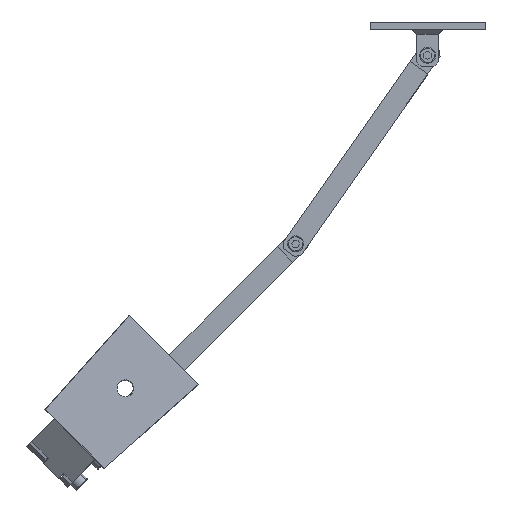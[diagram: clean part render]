
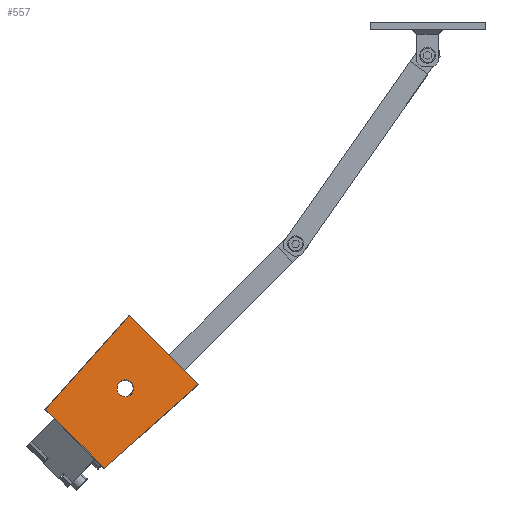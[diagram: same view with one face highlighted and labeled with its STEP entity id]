
A CAD part, top view. The second image highlights one B-rep face of the part: STEP entity #557.
In plain terms, the highlighted face is planar.
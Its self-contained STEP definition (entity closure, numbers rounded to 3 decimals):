
#7 = AXIS2_PLACEMENT_3D ( 'NONE', #4111, #444, #954 ) ;
#13 = VERTEX_POINT ( 'NONE', #5854 ) ;
#107 = LINE ( 'NONE', #4524, #2973 ) ;
#174 = EDGE_CURVE ( 'NONE', #3829, #3606, #2677, .T. ) ;
#191 = PLANE ( 'NONE',  #4515 ) ;
#246 = LINE ( 'NONE', #2891, #351 ) ;
#351 = VECTOR ( 'NONE', #2432, 1000. ) ;
#388 = CARTESIAN_POINT ( 'NONE',  ( 0., 2.6, -16.2 ) ) ;
#444 = DIRECTION ( 'NONE',  ( 0., 1., 0. ) ) ;
#557 = ADVANCED_FACE ( 'NONE', ( #6670, #5063 ), #191, .F. ) ;
#863 = EDGE_CURVE ( 'NONE', #3606, #13, #107, .T. ) ;
#954 = DIRECTION ( 'NONE',  ( 0., 0., 1. ) ) ;
#1262 = CIRCLE ( 'NONE', #7, 2.9 ) ;
#1269 = CARTESIAN_POINT ( 'NONE',  ( 17., 2.6, 0. ) ) ;
#1309 = VERTEX_POINT ( 'NONE', #4939 ) ;
#1544 = EDGE_CURVE ( 'NONE', #13, #1309, #246, .T. ) ;
#1580 = ORIENTED_EDGE ( 'NONE', *, *, #1544, .T. ) ;
#1688 = DIRECTION ( 'NONE',  ( 0., 1., 0. ) ) ;
#1759 = VERTEX_POINT ( 'NONE', #3267 ) ;
#2213 = VECTOR ( 'NONE', #6669, 1000. ) ;
#2432 = DIRECTION ( 'NONE',  ( -1., 0., 0. ) ) ;
#2571 = CARTESIAN_POINT ( 'NONE',  ( -17., 2.6, 0. ) ) ;
#2580 = VECTOR ( 'NONE', #2811, 1000. ) ;
#2677 = LINE ( 'NONE', #3294, #2580 ) ;
#2811 = DIRECTION ( 'NONE',  ( 1., 0., 0. ) ) ;
#2891 = CARTESIAN_POINT ( 'NONE',  ( -14.5, 2.6, -44. ) ) ;
#2971 = ORIENTED_EDGE ( 'NONE', *, *, #6983, .F. ) ;
#2973 = VECTOR ( 'NONE', #5482, 1000. ) ;
#3086 = AXIS2_PLACEMENT_3D ( 'NONE', #6993, #1688, #5411 ) ;
#3267 = CARTESIAN_POINT ( 'NONE',  ( 0., 2.6, -22. ) ) ;
#3294 = CARTESIAN_POINT ( 'NONE',  ( 17., 2.6, 0. ) ) ;
#3606 = VERTEX_POINT ( 'NONE', #1269 ) ;
#3812 = EDGE_LOOP ( 'NONE', ( #3927, #4746, #5842, #1580 ) ) ;
#3829 = VERTEX_POINT ( 'NONE', #2571 ) ;
#3927 = ORIENTED_EDGE ( 'NONE', *, *, #5801, .T. ) ;
#4111 = CARTESIAN_POINT ( 'NONE',  ( 0., 2.6, -19.1 ) ) ;
#4515 = AXIS2_PLACEMENT_3D ( 'NONE', #4531, #6709, #6787 ) ;
#4524 = CARTESIAN_POINT ( 'NONE',  ( 14.5, 2.6, -44. ) ) ;
#4531 = CARTESIAN_POINT ( 'NONE',  ( 0., 2.6, 0. ) ) ;
#4746 = ORIENTED_EDGE ( 'NONE', *, *, #174, .T. ) ;
#4839 = EDGE_LOOP ( 'NONE', ( #2971, #5076 ) ) ;
#4939 = CARTESIAN_POINT ( 'NONE',  ( -14.5, 2.6, -44. ) ) ;
#5063 = FACE_OUTER_BOUND ( 'NONE', #3812, .T. ) ;
#5076 = ORIENTED_EDGE ( 'NONE', *, *, #6825, .F. ) ;
#5236 = CIRCLE ( 'NONE', #3086, 2.9 ) ;
#5411 = DIRECTION ( 'NONE',  ( 0., 0., 1. ) ) ;
#5482 = DIRECTION ( 'NONE',  ( -0.057, 0., -0.998 ) ) ;
#5801 = EDGE_CURVE ( 'NONE', #1309, #3829, #6169, .T. ) ;
#5842 = ORIENTED_EDGE ( 'NONE', *, *, #863, .T. ) ;
#5854 = CARTESIAN_POINT ( 'NONE',  ( 14.5, 2.6, -44. ) ) ;
#6096 = CARTESIAN_POINT ( 'NONE',  ( -17., 2.6, 0. ) ) ;
#6169 = LINE ( 'NONE', #6096, #2213 ) ;
#6470 = VERTEX_POINT ( 'NONE', #388 ) ;
#6669 = DIRECTION ( 'NONE',  ( -0.057, 0., 0.998 ) ) ;
#6670 = FACE_BOUND ( 'NONE', #4839, .T. ) ;
#6709 = DIRECTION ( 'NONE',  ( 0., -1., 0. ) ) ;
#6787 = DIRECTION ( 'NONE',  ( 0., 0., -1. ) ) ;
#6825 = EDGE_CURVE ( 'NONE', #1759, #6470, #1262, .T. ) ;
#6983 = EDGE_CURVE ( 'NONE', #6470, #1759, #5236, .T. ) ;
#6993 = CARTESIAN_POINT ( 'NONE',  ( 0., 2.6, -19.1 ) ) ;
